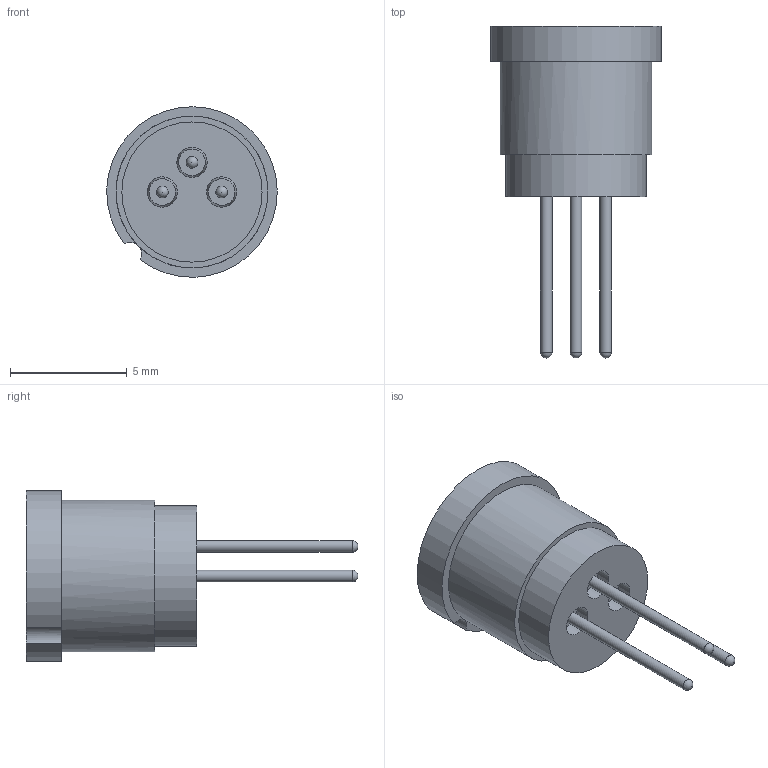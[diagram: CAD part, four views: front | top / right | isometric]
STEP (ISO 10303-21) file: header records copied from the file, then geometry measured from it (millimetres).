
FILE_DESCRIPTION(('FreeCAD Model'),'2;1');
FILE_NAME('lds-t-3.stp','2020-11-18T11:52:29',( 'Author'),(''),'Open CASCADE STEP processor 7.3','FreeCAD','Unknown' );
FILE_SCHEMA(('AUTOMOTIVE_DESIGN { 1 0 10303 214 1 1 1 1 }'));
Length unit declared in the file: millimetre
Products named in the file (7): 001028146; 001028148; LDS-T-3_B1; 001003433002; 001004119002; LDS-T-3_B2; LDS-T-3_B3
Assembly tree (10 placements, depth 3):
  001028146
    001028148
    LDS-T-3_B1
      001003433002
      001004119002
    LDS-T-3_B2
      001003433002
      001004119002
    LDS-T-3_B3
      001003433002
      001004119002
Bounding box: 7.3 x 14.2 x 7.3 mm (x, y, z)
Volume: 242.2 mm3; surface area: 522.9 mm2
Topology: 7 solids, 7 shells, 128 faces, 296 edges, 171 vertices
Faces by surface type: cone 48, plane 40, cylinder 37, sphere 3
Full cylindrical faces by diameter (mm): 0.5 x3, 0.86 x3, 1.1 x3, 1.11 x3, 1.3 x3, 1.4 x6, 6 x1, 6.5 x1
Entity records: 3907 total; most frequent: CARTESIAN_POINT 1654, DIRECTION 367, ORIENTED_EDGE 224, PCURVE 224, DEFINITIONAL_REPRESENTATION 224, LINE 144, VECTOR 144, EDGE_CURVE 112
